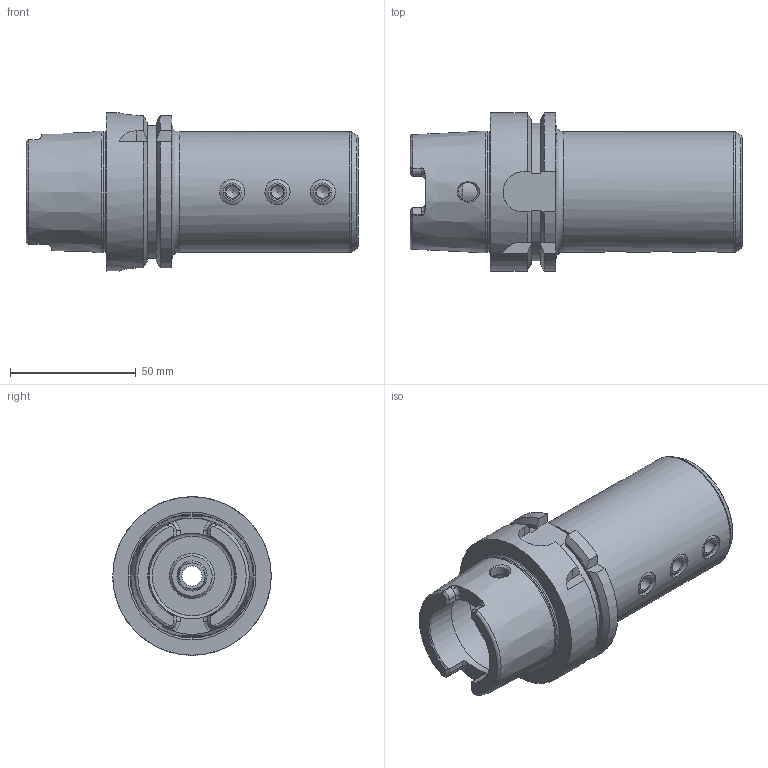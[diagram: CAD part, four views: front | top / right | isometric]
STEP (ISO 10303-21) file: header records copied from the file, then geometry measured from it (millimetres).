
FILE_DESCRIPTION((''),'2;1');
FILE_NAME('591075016100-3D.stp','2019-12-10T14:47:30',('nttooll'),(''),'Autodesk Inventor 2012','Autodesk Inventor 2012','');
FILE_SCHEMA(('AUTOMOTIVE_DESIGN { 1 0 10303 214 1 1 1 1 }'));
Length unit declared in the file: millimetre
Products named in the file (1): 591075016100-3D
Bounding box: 132 x 63 x 63 mm (x, y, z)
Volume: 203026.2 mm3; surface area: 39471.3 mm2
Topology: 1 solids, 1 shells, 165 faces, 407 edges, 253 vertices
Faces by surface type: plane 56, cylinder 50, cone 38, torus 21
Full cylindrical faces by diameter (mm): 5 x3, 5.774 x3, 7 x3, 7.5 x2, 8 x1, 10 x6, 11.3 x1, 12 x1, 16 x1, 16.4 x1, 18 x1, 34 x1, 34.5 x1, 40 x1, 48 x2, 63 x1
Entity records: 4914 total; most frequent: CARTESIAN_POINT 1392, DIRECTION 738, ORIENTED_EDGE 648, EDGE_CURVE 324, AXIS2_PLACEMENT_3D 316, EDGE_LOOP 244, VERTEX_POINT 234, FACE_OUTER_BOUND 165
